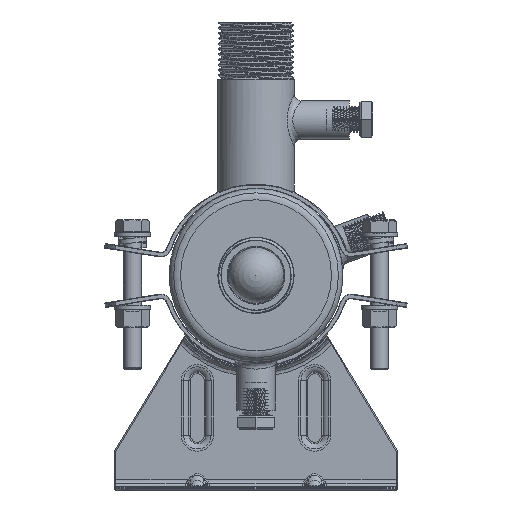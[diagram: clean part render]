
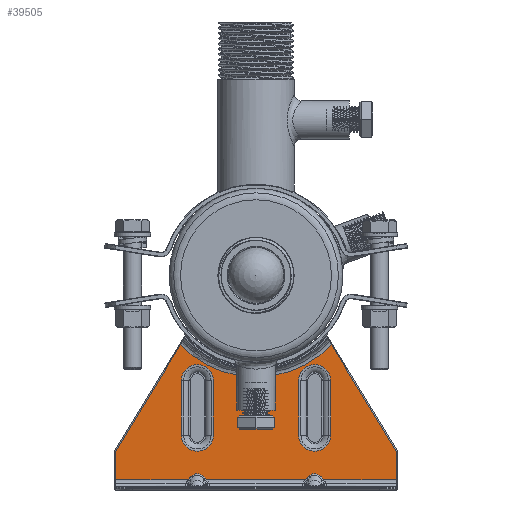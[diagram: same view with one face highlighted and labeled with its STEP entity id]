
A CAD part, left-side view. The second image highlights one B-rep face of the part: STEP entity #39505.
In plain terms, the highlighted face is planar.
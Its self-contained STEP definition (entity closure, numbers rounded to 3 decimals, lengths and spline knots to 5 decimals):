
#1182=ELLIPSE('',#42178,0.00707,0.005);
#1183=ELLIPSE('',#42179,0.00707,0.005);
#2467=LINE('',#91331,#3846);
#2468=LINE('',#91334,#3847);
#2469=LINE('',#91338,#3848);
#2470=LINE('',#91340,#3849);
#2471=LINE('',#91342,#3850);
#2472=LINE('',#91344,#3851);
#2473=LINE('',#91348,#3852);
#2474=LINE('',#91350,#3853);
#2475=LINE('',#91352,#3854);
#2476=LINE('',#91356,#3855);
#2477=LINE('',#91358,#3856);
#2478=LINE('',#91359,#3857);
#2479=LINE('',#91364,#3858);
#2480=LINE('',#91367,#3859);
#2481=LINE('',#91372,#3860);
#3846=VECTOR('',#48017,1.);
#3847=VECTOR('',#48018,1.);
#3848=VECTOR('',#48021,1.);
#3849=VECTOR('',#48022,1.);
#3850=VECTOR('',#48023,1.);
#3851=VECTOR('',#48024,1.);
#3852=VECTOR('',#48027,1.);
#3853=VECTOR('',#48028,1.);
#3854=VECTOR('',#48029,1.);
#3855=VECTOR('',#48032,1.);
#3856=VECTOR('',#48033,1.);
#3857=VECTOR('',#48034,1.);
#3858=VECTOR('',#48037,1.);
#3859=VECTOR('',#48040,1.);
#3860=VECTOR('',#48043,1.);
#5312=PLANE('',#42176);
#19783=ORIENTED_EDGE('',*,*,#26326,.T.);
#19784=ORIENTED_EDGE('',*,*,#26327,.T.);
#19785=ORIENTED_EDGE('',*,*,#26328,.T.);
#19786=ORIENTED_EDGE('',*,*,#26329,.T.);
#19787=ORIENTED_EDGE('',*,*,#26330,.T.);
#19788=ORIENTED_EDGE('',*,*,#26331,.T.);
#19789=ORIENTED_EDGE('',*,*,#26332,.T.);
#19790=ORIENTED_EDGE('',*,*,#26333,.T.);
#19791=ORIENTED_EDGE('',*,*,#26334,.T.);
#19792=ORIENTED_EDGE('',*,*,#26335,.T.);
#19793=ORIENTED_EDGE('',*,*,#26336,.T.);
#19794=ORIENTED_EDGE('',*,*,#26337,.T.);
#19795=ORIENTED_EDGE('',*,*,#26338,.T.);
#19796=ORIENTED_EDGE('',*,*,#26339,.T.);
#19797=ORIENTED_EDGE('',*,*,#26340,.T.);
#19798=ORIENTED_EDGE('',*,*,#26341,.T.);
#19799=ORIENTED_EDGE('',*,*,#26342,.T.);
#19800=ORIENTED_EDGE('',*,*,#26343,.T.);
#19801=ORIENTED_EDGE('',*,*,#26344,.T.);
#19802=ORIENTED_EDGE('',*,*,#26345,.T.);
#19803=ORIENTED_EDGE('',*,*,#26346,.T.);
#19804=ORIENTED_EDGE('',*,*,#26347,.T.);
#26326=EDGE_CURVE('',#30532,#30533,#2467,.T.);
#26327=EDGE_CURVE('',#30533,#30534,#2468,.T.);
#26328=EDGE_CURVE('',#30534,#30535,#31455,.F.);
#26329=EDGE_CURVE('',#30535,#30536,#2469,.F.);
#26330=EDGE_CURVE('',#30536,#30537,#2470,.F.);
#26331=EDGE_CURVE('',#30537,#30538,#2471,.T.);
#26332=EDGE_CURVE('',#30538,#30539,#2472,.T.);
#26333=EDGE_CURVE('',#30539,#30540,#1182,.F.);
#26334=EDGE_CURVE('',#30540,#30541,#2473,.T.);
#26335=EDGE_CURVE('',#30541,#30542,#2474,.T.);
#26336=EDGE_CURVE('',#30542,#30543,#2475,.F.);
#26337=EDGE_CURVE('',#30543,#30544,#1183,.F.);
#26338=EDGE_CURVE('',#30544,#30545,#2476,.F.);
#26339=EDGE_CURVE('',#30545,#30532,#2477,.T.);
#26340=EDGE_CURVE('',#30546,#30547,#2478,.F.);
#26341=EDGE_CURVE('',#30547,#30548,#31456,.F.);
#26342=EDGE_CURVE('',#30548,#30549,#2479,.T.);
#26343=EDGE_CURVE('',#30549,#30546,#31457,.F.);
#26344=EDGE_CURVE('',#30550,#30551,#2480,.F.);
#26345=EDGE_CURVE('',#30551,#30552,#31458,.F.);
#26346=EDGE_CURVE('',#30552,#30553,#2481,.T.);
#26347=EDGE_CURVE('',#30553,#30550,#31459,.F.);
#30532=VERTEX_POINT('',#91332);
#30533=VERTEX_POINT('',#91333);
#30534=VERTEX_POINT('',#91335);
#30535=VERTEX_POINT('',#91337);
#30536=VERTEX_POINT('',#91339);
#30537=VERTEX_POINT('',#91341);
#30538=VERTEX_POINT('',#91343);
#30539=VERTEX_POINT('',#91345);
#30540=VERTEX_POINT('',#91347);
#30541=VERTEX_POINT('',#91349);
#30542=VERTEX_POINT('',#91351);
#30543=VERTEX_POINT('',#91353);
#30544=VERTEX_POINT('',#91355);
#30545=VERTEX_POINT('',#91357);
#30546=VERTEX_POINT('',#91360);
#30547=VERTEX_POINT('',#91361);
#30548=VERTEX_POINT('',#91363);
#30549=VERTEX_POINT('',#91365);
#30550=VERTEX_POINT('',#91368);
#30551=VERTEX_POINT('',#91369);
#30552=VERTEX_POINT('',#91371);
#30553=VERTEX_POINT('',#91373);
#31455=CIRCLE('',#42177,0.04584);
#31456=CIRCLE('',#42180,0.007);
#31457=CIRCLE('',#42181,0.007);
#31458=CIRCLE('',#42182,0.007);
#31459=CIRCLE('',#42183,0.007);
#34064=EDGE_LOOP('',(#19783,#19784,#19785,#19786,#19787,#19788,#19789,#19790,
#19791,#19792,#19793,#19794,#19795,#19796));
#34065=EDGE_LOOP('',(#19797,#19798,#19799,#19800));
#34066=EDGE_LOOP('',(#19801,#19802,#19803,#19804));
#36729=FACE_BOUND('',#34064,.T.);
#36730=FACE_BOUND('',#34065,.T.);
#36731=FACE_BOUND('',#34066,.T.);
#39505=ADVANCED_FACE('',(#36729,#36730,#36731),#5312,.T.);
#42176=AXIS2_PLACEMENT_3D('',#91330,#48015,#48016);
#42177=AXIS2_PLACEMENT_3D('',#91336,#48019,#48020);
#42178=AXIS2_PLACEMENT_3D('',#91346,#48025,#48026);
#42179=AXIS2_PLACEMENT_3D('',#91354,#48030,#48031);
#42180=AXIS2_PLACEMENT_3D('',#91362,#48035,#48036);
#42181=AXIS2_PLACEMENT_3D('',#91366,#48038,#48039);
#42182=AXIS2_PLACEMENT_3D('',#91370,#48041,#48042);
#42183=AXIS2_PLACEMENT_3D('',#91374,#48044,#48045);
#48015=DIRECTION('',(0.,-1.,0.));
#48016=DIRECTION('',(1.,0.,0.));
#48017=DIRECTION('',(0.,0.,1.));
#48018=DIRECTION('',(-0.52,0.,0.854));
#48019=DIRECTION('',(0.,-1.,0.));
#48020=DIRECTION('',(0.,0.,-1.));
#48021=DIRECTION('',(0.52,0.,0.854));
#48022=DIRECTION('',(0.,0.,1.));
#48023=DIRECTION('',(1.,0.,0.));
#48024=DIRECTION('',(0.577,0.,0.816));
#48025=DIRECTION('',(0.,-1.,0.));
#48026=DIRECTION('',(0.,0.,-1.));
#48027=DIRECTION('',(0.577,0.,-0.816));
#48028=DIRECTION('',(1.,0.,0.));
#48029=DIRECTION('',(-0.577,0.,-0.816));
#48030=DIRECTION('',(0.,-1.,0.));
#48031=DIRECTION('',(0.,0.,-1.));
#48032=DIRECTION('',(-0.577,0.,0.816));
#48033=DIRECTION('',(1.,0.,0.));
#48034=DIRECTION('',(0.,0.,-1.));
#48035=DIRECTION('',(0.,-1.,0.));
#48036=DIRECTION('',(0.,0.,-1.));
#48037=DIRECTION('',(0.,0.,-1.));
#48038=DIRECTION('',(0.,-1.,0.));
#48039=DIRECTION('',(0.,0.,-1.));
#48040=DIRECTION('',(0.,0.,-1.));
#48041=DIRECTION('',(0.,-1.,0.));
#48042=DIRECTION('',(0.,0.,-1.));
#48043=DIRECTION('',(0.,0.,-1.));
#48044=DIRECTION('',(0.,-1.,0.));
#48045=DIRECTION('',(0.,0.,-1.));
#91330=CARTESIAN_POINT('',(0.00007,-0.0015,0.05347));
#91331=CARTESIAN_POINT('',(0.0615,-0.0015,0.01702));
#91332=CARTESIAN_POINT('',(0.0615,-0.0015,0.0045));
#91333=CARTESIAN_POINT('',(0.0615,-0.0015,0.01688));
#91334=CARTESIAN_POINT('',(0.03301,-0.0015,0.06372));
#91335=CARTESIAN_POINT('',(0.03308,-0.0015,0.0636));
#91336=CARTESIAN_POINT('',(0.,-0.0015,0.09534));
#91337=CARTESIAN_POINT('',(-0.03308,-0.0015,0.0636));
#91338=CARTESIAN_POINT('',(-0.02862,-0.0015,0.07093));
#91339=CARTESIAN_POINT('',(-0.0615,-0.0015,0.01688));
#91340=CARTESIAN_POINT('',(-0.0615,-0.0015,0.05347));
#91341=CARTESIAN_POINT('',(-0.0615,-0.0015,0.0045));
#91342=CARTESIAN_POINT('',(0.00007,-0.0015,0.0045));
#91343=CARTESIAN_POINT('',(-0.02965,-0.0015,0.0045));
#91344=CARTESIAN_POINT('',(-0.02902,-0.0015,0.00539));
#91345=CARTESIAN_POINT('',(-0.02925,-0.0015,0.00506));
#91346=CARTESIAN_POINT('',(-0.02572,-0.0015,0.00006));
#91347=CARTESIAN_POINT('',(-0.02218,-0.0015,0.00506));
#91348=CARTESIAN_POINT('',(-0.0199,-0.0015,0.00183));
#91349=CARTESIAN_POINT('',(-0.02179,-0.0015,0.0045));
#91350=CARTESIAN_POINT('',(0.00007,-0.0015,0.0045));
#91351=CARTESIAN_POINT('',(0.02179,-0.0015,0.0045));
#91352=CARTESIAN_POINT('',(0.03764,-0.0015,0.02691));
#91353=CARTESIAN_POINT('',(0.02218,-0.0015,0.00506));
#91354=CARTESIAN_POINT('',(0.02572,-0.0015,0.00006));
#91355=CARTESIAN_POINT('',(0.02925,-0.0015,0.00506));
#91356=CARTESIAN_POINT('',(-0.0033,-0.0015,0.05109));
#91357=CARTESIAN_POINT('',(0.02965,-0.0015,0.0045));
#91358=CARTESIAN_POINT('',(0.00007,-0.0015,0.0045));
#91359=CARTESIAN_POINT('',(0.01872,-0.0015,0.04799));
#91360=CARTESIAN_POINT('',(0.01872,-0.0015,0.02399));
#91361=CARTESIAN_POINT('',(0.01872,-0.0015,0.04799));
#91362=CARTESIAN_POINT('',(0.02572,-0.0015,0.04799));
#91363=CARTESIAN_POINT('',(0.03272,-0.0015,0.04799));
#91364=CARTESIAN_POINT('',(0.03272,-0.0015,0.05347));
#91365=CARTESIAN_POINT('',(0.03272,-0.0015,0.02399));
#91366=CARTESIAN_POINT('',(0.02572,-0.0015,0.02399));
#91367=CARTESIAN_POINT('',(-0.03272,-0.0015,0.04799));
#91368=CARTESIAN_POINT('',(-0.03272,-0.0015,0.02399));
#91369=CARTESIAN_POINT('',(-0.03272,-0.0015,0.04799));
#91370=CARTESIAN_POINT('',(-0.02572,-0.0015,0.04799));
#91371=CARTESIAN_POINT('',(-0.01872,-0.0015,0.04799));
#91372=CARTESIAN_POINT('',(-0.01872,-0.0015,0.05347));
#91373=CARTESIAN_POINT('',(-0.01872,-0.0015,0.02399));
#91374=CARTESIAN_POINT('',(-0.02572,-0.0015,0.02399));
